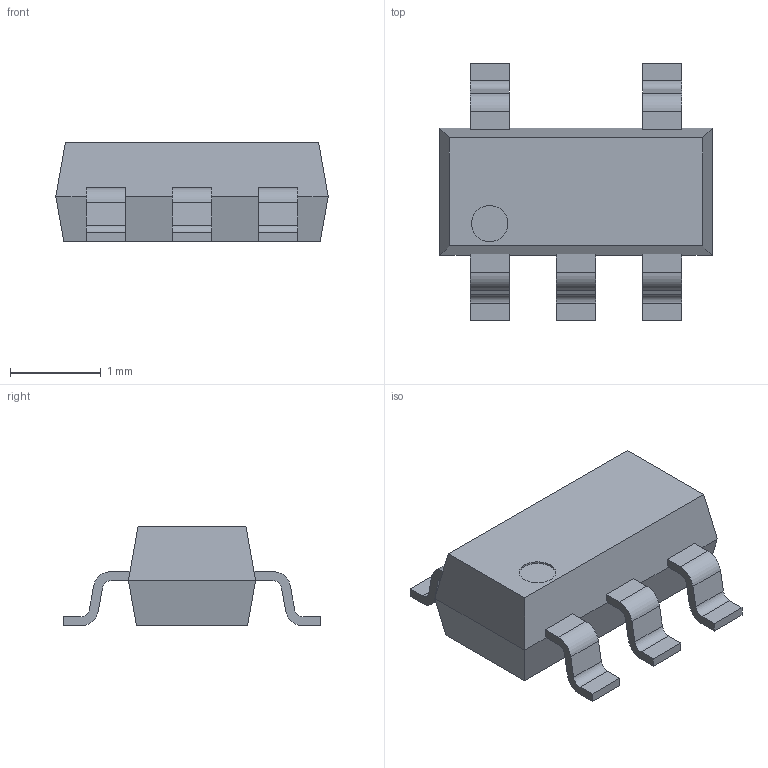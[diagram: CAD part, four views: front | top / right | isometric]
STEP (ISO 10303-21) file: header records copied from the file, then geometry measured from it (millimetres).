
FILE_DESCRIPTION((''),'2;1');
FILE_NAME('SOT-23-5.stp','2013-03-11T11:10:22',('yvshub'),(''),'Autodesk Inventor 2011','Autodesk Inventor 2011','');
FILE_SCHEMA(('AUTOMOTIVE_DESIGN { 1 0 10303 214 1 1 1 1 }'));
Length unit declared in the file: millimetre
Products named in the file (1): SOT-23-5
Bounding box: 3 x 2.84 x 1.1 mm (x, y, z)
Volume: 4.4 mm3; surface area: 21.8 mm2
Topology: 1 solids, 1 shells, 77 faces, 208 edges, 134 vertices
Faces by surface type: plane 56, cylinder 21
Full cylindrical faces by diameter (mm): 0.4 x1
Entity records: 2515 total; most frequent: CARTESIAN_POINT 419, ORIENTED_EDGE 414, DIRECTION 405, EDGE_CURVE 207, VECTOR 165, LINE 165, VERTEX_POINT 134, AXIS2_PLACEMENT_3D 120
